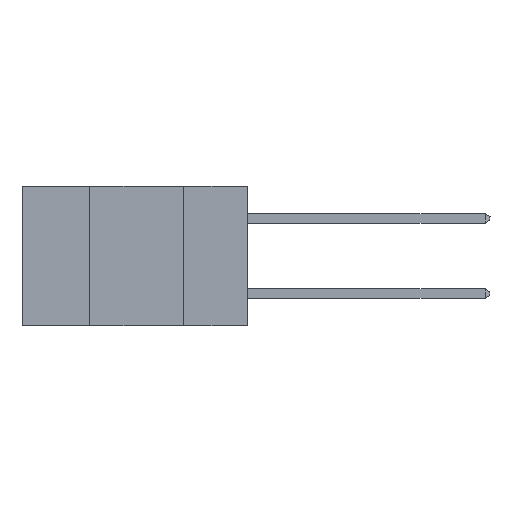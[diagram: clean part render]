
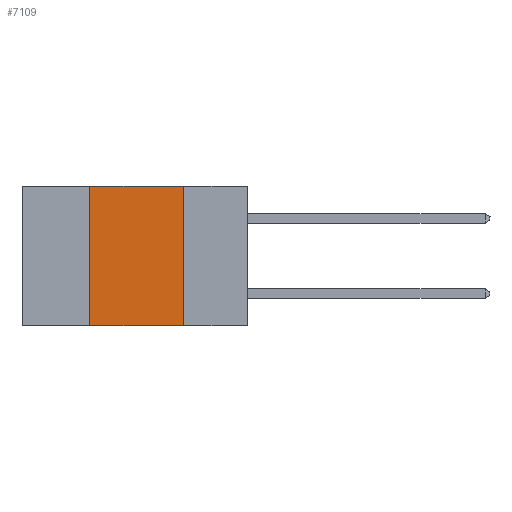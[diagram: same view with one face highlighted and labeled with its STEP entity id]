
A CAD part, left-side view. The second image highlights one B-rep face of the part: STEP entity #7109.
In plain terms, the highlighted planar face has unit normal (-1, 0, 0).
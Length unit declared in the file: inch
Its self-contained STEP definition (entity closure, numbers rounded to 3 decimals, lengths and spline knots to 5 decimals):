
#391 = PLANE ( 'NONE',  #9027 ) ;
#462 = EDGE_CURVE ( 'NONE', #2048, #10516, #16277, .T. ) ;
#889 = CARTESIAN_POINT ( 'NONE',  ( 0., 0.17, 0. ) ) ;
#908 = VECTOR ( 'NONE', #6545, 39.37008 ) ;
#1471 = VECTOR ( 'NONE', #9378, 39.37008 ) ;
#2048 = VERTEX_POINT ( 'NONE', #9329 ) ;
#2334 = LINE ( 'NONE', #15929, #908 ) ;
#2995 = EDGE_LOOP ( 'NONE', ( #13528, #14315, #5461, #7035 ) ) ;
#3332 = CARTESIAN_POINT ( 'NONE',  ( 0., 0.17, -0.37 ) ) ;
#4169 = DIRECTION ( 'NONE',  ( 0., 0., 1. ) ) ;
#4236 = CARTESIAN_POINT ( 'NONE',  ( 0., 0.6, 0. ) ) ;
#5461 = ORIENTED_EDGE ( 'NONE', *, *, #462, .F. ) ;
#5664 = CARTESIAN_POINT ( 'NONE',  ( 0., 0.6, 0. ) ) ;
#6388 = VERTEX_POINT ( 'NONE', #889 ) ;
#6545 = DIRECTION ( 'NONE',  ( 0., -1., 0. ) ) ;
#7035 = ORIENTED_EDGE ( 'NONE', *, *, #9103, .T. ) ;
#7109 = ADVANCED_FACE ( 'NONE', ( #9666 ), #391, .F. ) ;
#9027 = AXIS2_PLACEMENT_3D ( 'NONE', #5664, #16540, #13980 ) ;
#9103 = EDGE_CURVE ( 'NONE', #2048, #17021, #2334, .T. ) ;
#9219 = EDGE_CURVE ( 'NONE', #10516, #6388, #16421, .T. ) ;
#9329 = CARTESIAN_POINT ( 'NONE',  ( 0., 0.42, -0.37 ) ) ;
#9378 = DIRECTION ( 'NONE',  ( 0., -1., 0. ) ) ;
#9666 = FACE_OUTER_BOUND ( 'NONE', #2995, .T. ) ;
#9962 = LINE ( 'NONE', #3332, #12243 ) ;
#10516 = VERTEX_POINT ( 'NONE', #14002 ) ;
#11293 = VECTOR ( 'NONE', #4169, 39.37008 ) ;
#12243 = VECTOR ( 'NONE', #12795, 39.37008 ) ;
#12795 = DIRECTION ( 'NONE',  ( 0., 0., -1. ) ) ;
#13528 = ORIENTED_EDGE ( 'NONE', *, *, #16480, .F. ) ;
#13980 = DIRECTION ( 'NONE',  ( 0., 0., -1. ) ) ;
#14002 = CARTESIAN_POINT ( 'NONE',  ( 0., 0.42, 0. ) ) ;
#14315 = ORIENTED_EDGE ( 'NONE', *, *, #9219, .F. ) ;
#14862 = CARTESIAN_POINT ( 'NONE',  ( 0., 0.17, -0.37 ) ) ;
#14874 = CARTESIAN_POINT ( 'NONE',  ( 0., 0.42, -0.37 ) ) ;
#15929 = CARTESIAN_POINT ( 'NONE',  ( 0., 0.6, -0.37 ) ) ;
#16277 = LINE ( 'NONE', #14874, #11293 ) ;
#16421 = LINE ( 'NONE', #4236, #1471 ) ;
#16480 = EDGE_CURVE ( 'NONE', #6388, #17021, #9962, .T. ) ;
#16540 = DIRECTION ( 'NONE',  ( 1., 0., 0. ) ) ;
#17021 = VERTEX_POINT ( 'NONE', #14862 ) ;
